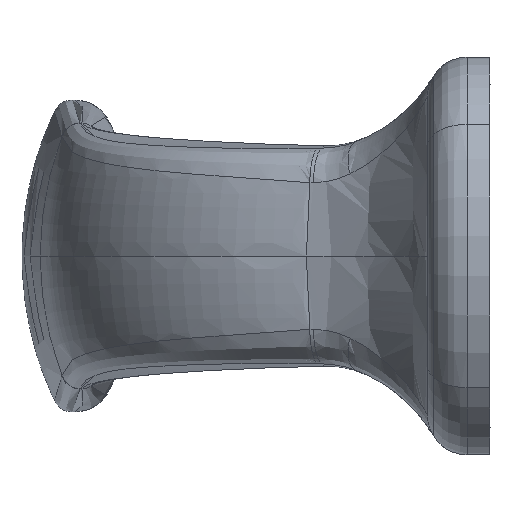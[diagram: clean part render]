
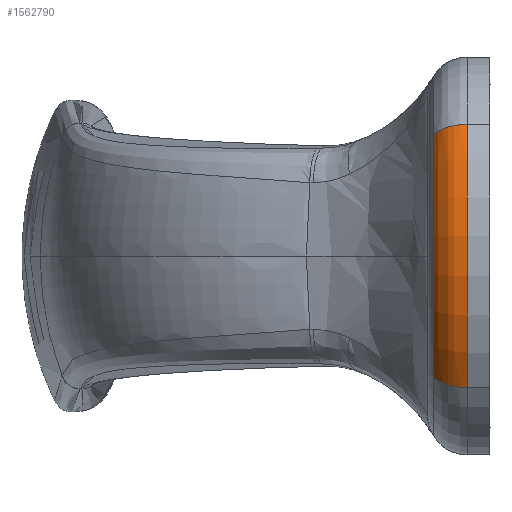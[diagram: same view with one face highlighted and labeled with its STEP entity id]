
A CAD part, left-side view. The second image highlights one B-rep face of the part: STEP entity #1562790.
In plain terms, the highlighted toroidal (fillet/blend) face has major radius 10.5 mm and minor radius 2 mm.
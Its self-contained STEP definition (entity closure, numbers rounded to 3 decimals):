
#1562150=CARTESIAN_POINT('',(2.8,2.888,
3.977));
#1562160=VERTEX_POINT('',#1562150);
#1562190=CARTESIAN_POINT('',(3.663,1.17,
4.53));
#1562200=DIRECTION('',(-0.54,0.,0.842));
#1562210=DIRECTION('',(0.842,0.,0.54));
#1562220=AXIS2_PLACEMENT_3D('',#1562190,#1562200,#1562210);
#1562230=CIRCLE('',#1562220,2.);
#1562240=CARTESIAN_POINT('',(1.979,1.17,
3.45));
#1562250=VERTEX_POINT('',#1562240);
#1562260=EDGE_CURVE('',#1562160,#1562250,#1562230,.T.);
#1562460=CARTESIAN_POINT('',(12.5,1.17,
10.2));
#1562470=DIRECTION('',(0.,1.,0.));
#1562480=DIRECTION('',(-1.,0.,0.));
#1562490=AXIS2_PLACEMENT_3D('',#1562460,#1562470,#1562480);
#1562500=TOROIDAL_SURFACE('',#1562490,10.5,2.);
#1562510=CARTESIAN_POINT('',(3.663,1.17,
15.87));
#1562520=DIRECTION('',(0.54,0.,0.842));
#1562530=DIRECTION('',(0.842,0.,-0.54));
#1562540=AXIS2_PLACEMENT_3D('',#1562510,#1562520,#1562530);
#1562550=CIRCLE('',#1562540,2.);
#1562560=CARTESIAN_POINT('',(2.8,2.888,
16.423));
#1562570=VERTEX_POINT('',#1562560);
#1562580=CARTESIAN_POINT('',(1.979,1.17,
16.95));
#1562590=VERTEX_POINT('',#1562580);
#1562600=EDGE_CURVE('',#1562570,#1562590,#1562550,.T.);
#1562610=ORIENTED_EDGE('',*,*,#1562600,.F.);
#1562620=CARTESIAN_POINT('',(12.5,1.17,
10.2));
#1562630=DIRECTION('',(0.,-1.,0.));
#1562640=DIRECTION('',(-1.,0.,0.));
#1562650=AXIS2_PLACEMENT_3D('',#1562620,#1562630,#1562640);
#1562660=CIRCLE('',#1562650,12.5);
#1562670=EDGE_CURVE('',#1562590,#1562250,#1562660,.T.);
#1562680=ORIENTED_EDGE('',*,*,#1562670,.F.);
#1562690=ORIENTED_EDGE('',*,*,#1562260,.T.);
#1562700=CARTESIAN_POINT('',(12.5,2.888,
10.2));
#1562710=DIRECTION('',(0.,-1.,0.));
#1562720=DIRECTION('',(-1.,0.,0.));
#1562730=AXIS2_PLACEMENT_3D('',#1562700,#1562710,#1562720);
#1562740=CIRCLE('',#1562730,11.525);
#1562750=EDGE_CURVE('',#1562570,#1562160,#1562740,.T.);
#1562760=ORIENTED_EDGE('',*,*,#1562750,.T.);
#1562770=EDGE_LOOP('',(#1562760,#1562690,#1562680,#1562610));
#1562780=FACE_OUTER_BOUND('',#1562770,.T.);
#1562790=ADVANCED_FACE('',(#1562780),#1562500,.T.);
